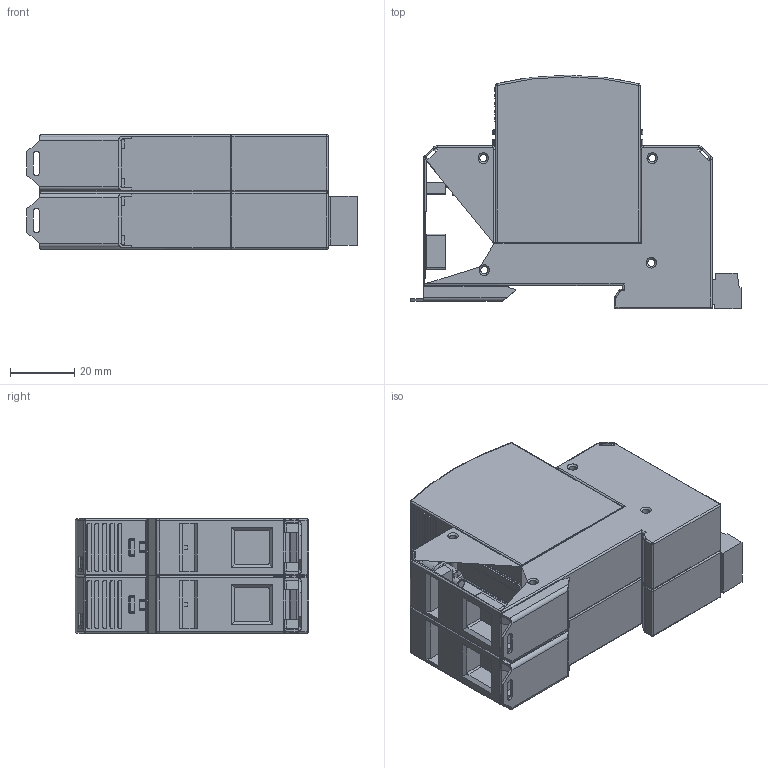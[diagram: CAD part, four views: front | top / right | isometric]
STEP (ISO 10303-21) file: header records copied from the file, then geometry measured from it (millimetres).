
FILE_DESCRIPTION((''),'2;1');
FILE_NAME('ASM0035_ASM','2021-02-02T',('marketing.praksa'),('Audax d.o.o.'),'CREO PARAMETRIC BY PTC INC, 2017480','CREO PARAMETRIC BY PTC INC, 2017480','');
FILE_SCHEMA(('AUTOMOTIVE_DESIGN { 1 0 10303 214 1 1 1 1 }'));
Products named in the file (44): BAZA_1TE_B2S_RC_ZASKOK_19_1__11; BAZA_1TE_B2S_RC_ZASKOK_19_2_1_7; BAZA_1TE_B2S_RC_ZASKOK_19_3_1_7; BAZA_1TE_B2S_RC_ZASKOK_19_AS_11_ASM; OUTER_1TE_S_SHAPE_B2S_R_ASM__11_ASM; IZ506_504_ETITEC_B_1P0_RC_AS_11_ASM; ASM0012_ASM_1_1_2_ASM_1_1_2_3_ASM; PRT0045_1_1_2_3; PRT0046_1_1_2_3; PRT0049_1_1_2_3; PRT0050_1_1_2_3; TMP_DWG_65_1_1_1_2_1_2_3_1_2__9; TMP_DWG_65_1_2_1_2_1_2_3_1_2__9; TMP_DWG_65_1_3_1_2_1_2_3_1_2__9; ASM0011_1_2_3_4_ASM_1_1_2_3_ASM; ASM0032_ASM_1_1_2_3_ASM; PRT0051_1_1_2_3; ETITEC_B_T12_1_0_RC_ASM_1_1_2_3_ASM; RC_1_1_1_1_2_3_4_5; RC_SCREW_1_1_2_3_4_5; PRT0017_1_1_2_3_4_5; PRT0018_1_1_2_3_4_5_6_7; ASM0033_ASM_1_1_2_3_4_5_ASM; ASM0036_ASM; BAZA_1TE_B2S_RC_ZASKOK_19_1__12; BAZA_1TE_B2S_RC_ZASKOK_19_2_1_8; BAZA_1TE_B2S_RC_ZASKOK_19_3_1_8; BAZA_1TE_B2S_RC_ZASKOK_19_AS_12_ASM; OUTER_1TE_S_SHAPE_B2S_R_ASM__12_ASM; IZ506_504_ETITEC_B_1P0_RC_AS_12_ASM; ASM0012_ASM_1_1_2_ASM_1_1_2_3_4_ASM; PRT0045_1_1_2_3_4; PRT0046_1_1_2_3_4; PRT0049_1_1_2_3_4; PRT0050_1_1_2_3_4; TMP_DWG_65_1_1_1_2_1_2_3_1_2_10; TMP_DWG_65_1_2_1_2_1_2_3_1_2_10; TMP_DWG_65_1_3_1_2_1_2_3_1_2_10; ASM0011_1_2_3_4_ASM_1_1_2_3_4_ASM; ASM0032_ASM_1_1_2_3_4_ASM ...
Assembly tree (43 placements, depth 8):
  ASM0035_ASM
    ETITEC_B_T12_1_0_RC_ASM_1_1_2_3_ASM
      ASM0012_ASM_1_1_2_ASM_1_1_2_3_ASM
        IZ506_504_ETITEC_B_1P0_RC_AS_11_ASM
          OUTER_1TE_S_SHAPE_B2S_R_ASM__11_ASM
            BAZA_1TE_B2S_RC_ZASKOK_19_AS_11_ASM
              BAZA_1TE_B2S_RC_ZASKOK_19_1__11
              BAZA_1TE_B2S_RC_ZASKOK_19_2_1_7
              BAZA_1TE_B2S_RC_ZASKOK_19_3_1_7
      PRT0045_1_1_2_3
      PRT0046_1_1_2_3
      PRT0049_1_1_2_3
      PRT0050_1_1_2_3
      ASM0032_ASM_1_1_2_3_ASM
        ASM0011_1_2_3_4_ASM_1_1_2_3_ASM
          TMP_DWG_65_1_1_1_2_1_2_3_1_2__9
          TMP_DWG_65_1_2_1_2_1_2_3_1_2__9
          TMP_DWG_65_1_3_1_2_1_2_3_1_2__9
      PRT0051_1_1_2_3
    ASM0036_ASM
      ASM0033_ASM_1_1_2_3_4_5_ASM
        RC_1_1_1_1_2_3_4_5
        RC_SCREW_1_1_2_3_4_5
        PRT0017_1_1_2_3_4_5
        PRT0018_1_1_2_3_4_5_6_7
    ASM0037_ASM
      ETITEC_B_T12_1_0_RC_ASM_1_1_2_4_ASM
        ASM0012_ASM_1_1_2_ASM_1_1_2_3_4_ASM
          IZ506_504_ETITEC_B_1P0_RC_AS_12_ASM
            OUTER_1TE_S_SHAPE_B2S_R_ASM__12_ASM
              BAZA_1TE_B2S_RC_ZASKOK_19_AS_12_ASM
                BAZA_1TE_B2S_RC_ZASKOK_19_1__12
                BAZA_1TE_B2S_RC_ZASKOK_19_2_1_8
                BAZA_1TE_B2S_RC_ZASKOK_19_3_1_8
        PRT0045_1_1_2_3_4
        PRT0046_1_1_2_3_4
        PRT0049_1_1_2_3_4
        PRT0050_1_1_2_3_4
        ASM0032_ASM_1_1_2_3_4_ASM
          ASM0011_1_2_3_4_ASM_1_1_2_3_4_ASM
            TMP_DWG_65_1_1_1_2_1_2_3_1_2_10
            TMP_DWG_65_1_2_1_2_1_2_3_1_2_10
            TMP_DWG_65_1_3_1_2_1_2_3_1_2_10
        PRT0051_1_1_2_3_4
Bounding box: 102.9 x 72.7 x 35.6 mm (x, y, z)
Volume: 176338.9 mm3; surface area: 50987 mm2
Topology: 26 solids, 34 shells, 1332 faces, 3574 edges, 2324 vertices
Faces by surface type: plane 728, cylinder 412, cone 64, torus 60, sphere 36, bspline 32
Entity records: 57002 total; most frequent: CARTESIAN_POINT 10186, DIRECTION 7120, ORIENTED_EDGE 7076, EDGE_CURVE 3538, PRESENTATION_STYLE_ASSIGNMENT 2708, STYLED_ITEM 2708, AXIS2_PLACEMENT_3D 2503, VERTEX_POINT 2324
